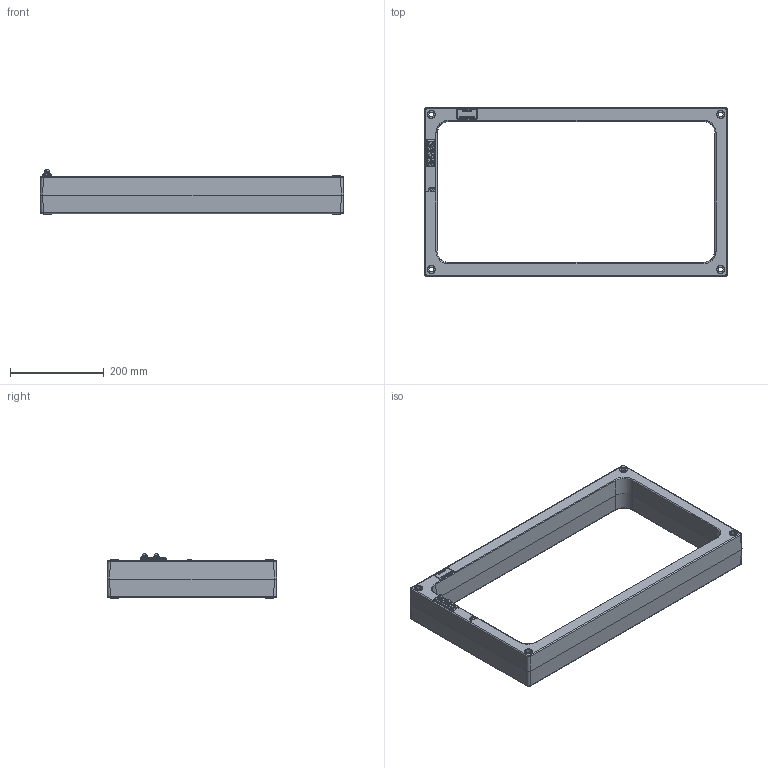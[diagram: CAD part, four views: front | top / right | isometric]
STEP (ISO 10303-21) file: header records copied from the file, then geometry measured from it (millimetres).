
FILE_DESCRIPTION (( 'STEP AP203' ), '1' );
FILE_NAME ('ÒÇËÌ-300õ590.STEP', '2017-12-21T09:35:18', ( '' ), ( '' ), 'SwSTEP 2.0', 'SolidWorks 2010', '' );
FILE_SCHEMA (( 'CONFIG_CONTROL_DESIGN' ));
Length unit declared in the file: millimetre
Products named in the file (1): ÒÇËÌ-300õ590
Bounding box: 645 x 360 x 95.12 mm (x, y, z)
Volume: 4273989.1 mm3; surface area: 410987.5 mm2
Topology: 8 solids, 8 shells, 783 faces, 2010 edges, 1312 vertices
Faces by surface type: plane 408, bspline 213, cylinder 96, cone 50, sphere 12, torus 4
Entity records: 30845 total; most frequent: CARTESIAN_POINT 13087, ORIENTED_EDGE 4020, DIRECTION 3010, EDGE_CURVE 2010, VERTEX_POINT 1312, VECTOR 1268, LINE 1268, AXIS2_PLACEMENT_3D 871
